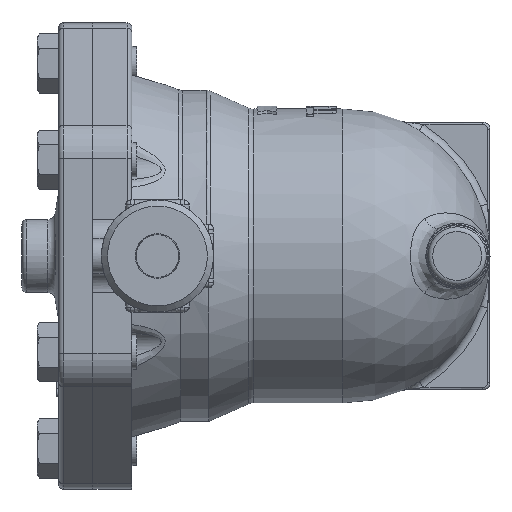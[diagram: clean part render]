
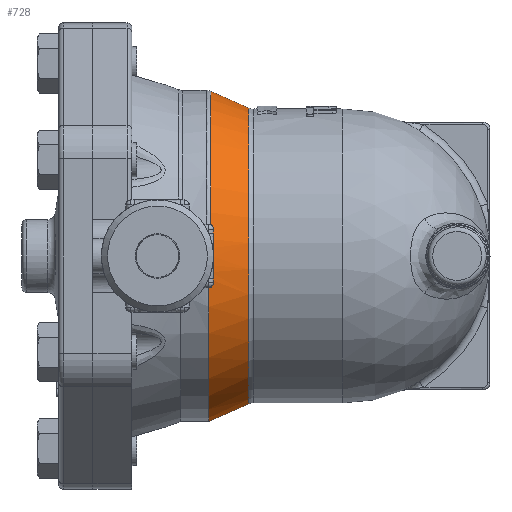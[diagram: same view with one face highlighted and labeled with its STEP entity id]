
A CAD part, left-side view. The second image highlights one B-rep face of the part: STEP entity #728.
In plain terms, the highlighted conical face has half-angle 23.199 degrees and reference radius 64.25 mm.
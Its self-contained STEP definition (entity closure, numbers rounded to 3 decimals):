
#659=CARTESIAN_POINT('',(0.,-56.25,0.0));
#660=DIRECTION('',(0.,1.0,0.0));
#661=DIRECTION('',(-1.0,0.0,0.0));
#662=AXIS2_PLACEMENT_3D('',#659,#660,#661);
#663=CONICAL_SURFACE('',#662,64.25,23.199);
#664=CARTESIAN_POINT('',(55.059,-64.057,26.035));
#665=VERTEX_POINT('',#664);
#666=CARTESIAN_POINT('',(55.059,-64.057,-26.035));
#667=VERTEX_POINT('',#666);
#668=CARTESIAN_POINT('',(0.,-64.057,0.));
#669=DIRECTION('',(0.0,-1.0,0.0));
#670=DIRECTION('',(-1.0,0.0,0.0));
#671=AXIS2_PLACEMENT_3D('',#668,#669,#670);
#672=CIRCLE('',#671,60.904);
#673=EDGE_CURVE('',#665,#667,#672,.T.);
#674=ORIENTED_EDGE('',*,*,#673,.F.);
#675=CARTESIAN_POINT('',(62.304,-48.443,26.218));
#676=VERTEX_POINT('',#675);
#677=CARTESIAN_POINT('',(62.304,-48.443,26.218));
#678=CARTESIAN_POINT('',(59.904,-53.656,26.162));
#679=CARTESIAN_POINT('',(57.49,-58.861,26.102));
#680=CARTESIAN_POINT('',(55.059,-64.057,26.035));
#681=B_SPLINE_CURVE_WITH_KNOTS('',3,(#677,#678,#679,#680),.UNSPECIFIED.,.F.,.U.,(4,4),(-8.5,-6.776),.UNSPECIFIED.);
#682=EDGE_CURVE('',#676,#665,#681,.T.);
#683=ORIENTED_EDGE('',*,*,#682,.F.);
#684=CARTESIAN_POINT('',(-67.244,-48.443,6.891));
#685=VERTEX_POINT('',#684);
#686=CARTESIAN_POINT('',(0.,-48.443,0.0));
#687=DIRECTION('',(0.0,1.0,0.0));
#688=DIRECTION('',(-0.128,0.0,0.992));
#689=AXIS2_PLACEMENT_3D('',#686,#687,#688);
#690=CIRCLE('',#689,67.596);
#691=EDGE_CURVE('',#685,#676,#690,.T.);
#692=ORIENTED_EDGE('',*,*,#691,.F.);
#693=CARTESIAN_POINT('',(-67.35,-47.5,-9.381));
#694=VERTEX_POINT('',#693);
#695=CARTESIAN_POINT('',(-67.244,-48.443,6.891));
#696=CARTESIAN_POINT('',(-67.213,-48.737,5.957));
#697=CARTESIAN_POINT('',(-67.191,-48.969,5.006));
#698=CARTESIAN_POINT('',(-67.152,-49.385,2.688));
#699=CARTESIAN_POINT('',(-67.143,-49.5,1.32));
#700=CARTESIAN_POINT('',(-67.143,-49.5,-1.32));
#701=CARTESIAN_POINT('',(-67.152,-49.385,-2.688));
#702=CARTESIAN_POINT('',(-67.198,-48.895,-5.421));
#703=CARTESIAN_POINT('',(-67.233,-48.521,-6.786));
#704=CARTESIAN_POINT('',(-67.307,-47.863,-8.534));
#705=CARTESIAN_POINT('',(-67.327,-47.688,-8.961));
#706=CARTESIAN_POINT('',(-67.35,-47.5,-9.381));
#707=B_SPLINE_CURVE_WITH_KNOTS('',3,(#695,#696,#697,#698,#699,#700,#701,#702,#703,#704,#705,#706),.UNSPECIFIED.,.F.,.U.,(4,2,2,2,2,4),(3.833,4.109,4.505,4.901,5.296,5.426),.UNSPECIFIED.);
#708=EDGE_CURVE('',#685,#694,#707,.T.);
#709=ORIENTED_EDGE('',*,*,#708,.T.);
#710=CARTESIAN_POINT('',(62.739,-47.5,-26.227));
#711=VERTEX_POINT('',#710);
#712=CARTESIAN_POINT('',(0.,-47.5,0.0));
#713=DIRECTION('',(0.0,1.0,0.0));
#714=DIRECTION('',(-1.0,0.0,0.0));
#715=AXIS2_PLACEMENT_3D('',#712,#713,#714);
#716=CIRCLE('',#715,68.0);
#717=EDGE_CURVE('',#711,#694,#716,.T.);
#718=ORIENTED_EDGE('',*,*,#717,.F.);
#719=CARTESIAN_POINT('',(55.059,-64.057,-26.035));
#720=CARTESIAN_POINT('',(57.637,-58.548,-26.106));
#721=CARTESIAN_POINT('',(60.195,-53.028,-26.17));
#722=CARTESIAN_POINT('',(62.739,-47.5,-26.227));
#723=B_SPLINE_CURVE_WITH_KNOTS('',3,(#719,#720,#721,#722),.UNSPECIFIED.,.F.,.U.,(4,4),(-4.69,-2.861),.UNSPECIFIED.);
#724=EDGE_CURVE('',#667,#711,#723,.T.);
#725=ORIENTED_EDGE('',*,*,#724,.F.);
#726=EDGE_LOOP('',(#674,#683,#692,#709,#718,#725));
#727=FACE_OUTER_BOUND('',#726,.T.);
#728=ADVANCED_FACE('',(#727),#663,.T.);
